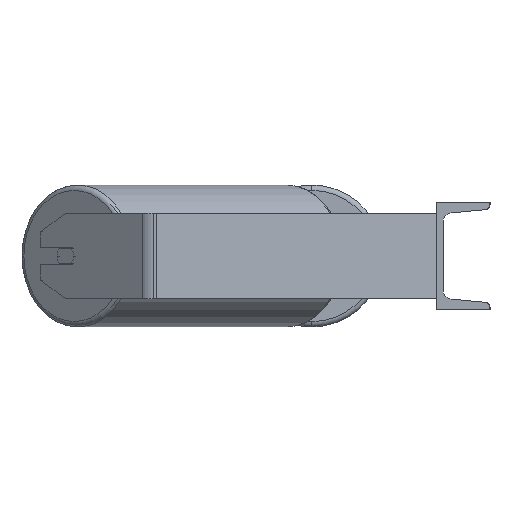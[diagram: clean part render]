
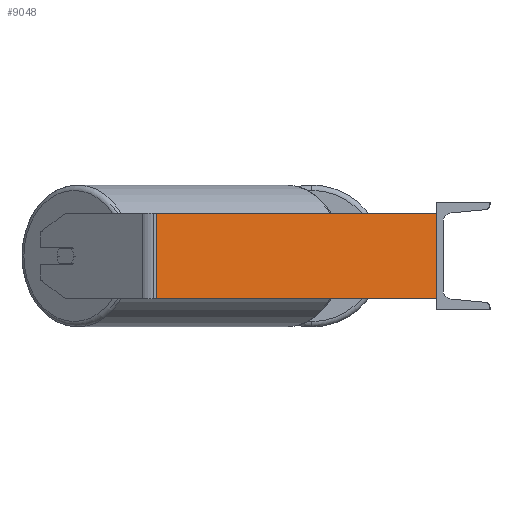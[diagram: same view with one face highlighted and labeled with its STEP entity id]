
A CAD part, left-side view. The second image highlights one B-rep face of the part: STEP entity #9048.
In plain terms, the highlighted planar face has unit normal (-0.985, -0.174, 0).
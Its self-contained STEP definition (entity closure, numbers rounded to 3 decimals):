
#279 = FACE_OUTER_BOUND ( 'NONE', #8977, .T. ) ;
#304 = ORIENTED_EDGE ( 'NONE', *, *, #8187, .F. ) ;
#549 = DIRECTION ( 'NONE',  ( 0.174, -0.985, 0. ) ) ;
#551 = CARTESIAN_POINT ( 'NONE',  ( -485., 0., 40. ) ) ;
#620 = EDGE_CURVE ( 'NONE', #2768, #4423, #3041, .T. ) ;
#921 = CARTESIAN_POINT ( 'NONE',  ( -532.601, 269.957, 40. ) ) ;
#974 = DIRECTION ( 'NONE',  ( 0.985, 0.174, 0. ) ) ;
#1788 = VERTEX_POINT ( 'NONE', #551 ) ;
#1841 = PLANE ( 'NONE',  #3375 ) ;
#2768 = VERTEX_POINT ( 'NONE', #5241 ) ;
#2963 = LINE ( 'NONE', #8594, #7783 ) ;
#3041 = LINE ( 'NONE', #7942, #5888 ) ;
#3375 = AXIS2_PLACEMENT_3D ( 'NONE', #921, #974, #5977 ) ;
#4423 = VERTEX_POINT ( 'NONE', #4440 ) ;
#4440 = CARTESIAN_POINT ( 'NONE',  ( -531.305, 262.609, -40. ) ) ;
#4442 = DIRECTION ( 'NONE',  ( 0., 0., -1. ) ) ;
#4698 = DIRECTION ( 'NONE',  ( 0., 0., -1. ) ) ;
#4809 = LINE ( 'NONE', #6888, #7885 ) ;
#5100 = ORIENTED_EDGE ( 'NONE', *, *, #6301, .T. ) ;
#5241 = CARTESIAN_POINT ( 'NONE',  ( -531.305, 262.609, 40. ) ) ;
#5575 = LINE ( 'NONE', #9111, #7174 ) ;
#5646 = DIRECTION ( 'NONE',  ( 0.174, -0.985, 0. ) ) ;
#5888 = VECTOR ( 'NONE', #4442, 1000. ) ;
#5977 = DIRECTION ( 'NONE',  ( -0.174, 0.985, 0. ) ) ;
#6301 = EDGE_CURVE ( 'NONE', #4423, #8682, #4809, .T. ) ;
#6304 = CARTESIAN_POINT ( 'NONE',  ( -485., 0., -40. ) ) ;
#6888 = CARTESIAN_POINT ( 'NONE',  ( -532.601, 269.957, -40. ) ) ;
#7174 = VECTOR ( 'NONE', #4698, 1000. ) ;
#7518 = ORIENTED_EDGE ( 'NONE', *, *, #620, .T. ) ;
#7783 = VECTOR ( 'NONE', #5646, 1000. ) ;
#7865 = ORIENTED_EDGE ( 'NONE', *, *, #8703, .F. ) ;
#7885 = VECTOR ( 'NONE', #549, 1000. ) ;
#7942 = CARTESIAN_POINT ( 'NONE',  ( -531.305, 262.609, 40. ) ) ;
#8187 = EDGE_CURVE ( 'NONE', #1788, #8682, #5575, .T. ) ;
#8594 = CARTESIAN_POINT ( 'NONE',  ( -532.601, 269.957, 40. ) ) ;
#8682 = VERTEX_POINT ( 'NONE', #6304 ) ;
#8703 = EDGE_CURVE ( 'NONE', #2768, #1788, #2963, .T. ) ;
#8977 = EDGE_LOOP ( 'NONE', ( #5100, #304, #7865, #7518 ) ) ;
#9048 = ADVANCED_FACE ( 'NONE', ( #279 ), #1841, .F. ) ;
#9111 = CARTESIAN_POINT ( 'NONE',  ( -485., 0., 40. ) ) ;
